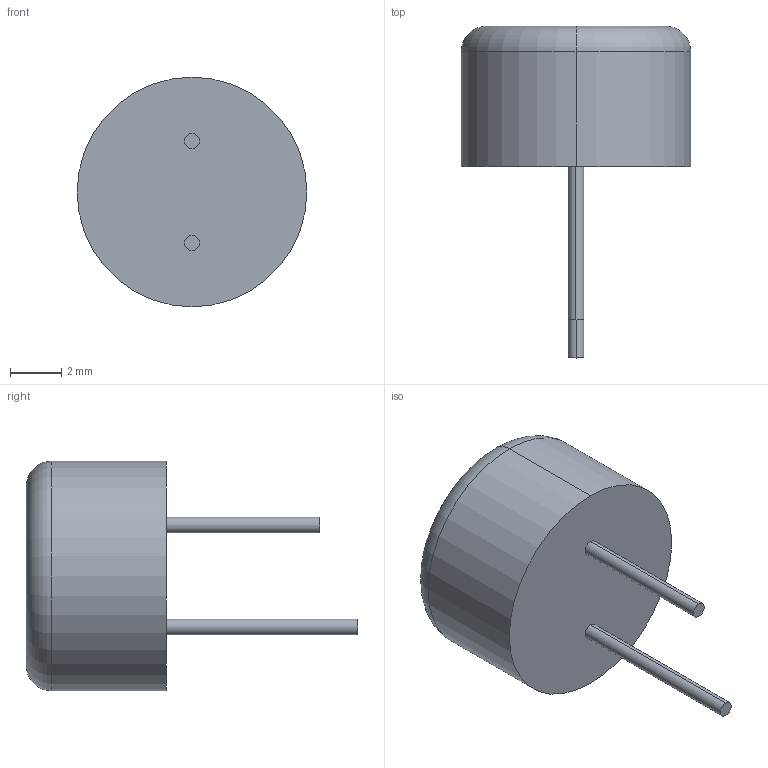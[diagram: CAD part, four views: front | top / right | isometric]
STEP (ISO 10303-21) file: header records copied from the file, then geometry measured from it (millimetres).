
FILE_DESCRIPTION (( 'STEP AP214' ), '1' );
FILE_NAME ('Buzzer- Mallory PB-09N23P-03Q.STEP', '2018-05-15T19:46:47', ( 'Jim Doerr' ), ( '' ), 'SwSTEP 2.0', 'SolidWorks 2017', '' );
FILE_SCHEMA (( 'AUTOMOTIVE_DESIGN' ));
Length unit declared in the file: inch
Products named in the file (2): Buzzer- Mallory PB-09N23P-03Q
Bounding box: 9 x 13 x 9 mm (x, y, z)
Volume: 342.9 mm3; surface area: 310.6 mm2
Topology: 3 solids, 3 shells, 36 faces, 70 edges, 46 vertices
Faces by surface type: plane 20, cylinder 14, torus 2
Entity records: 1189 total; most frequent: DIRECTION 178, CARTESIAN_POINT 154, ORIENTED_EDGE 140, AXIS2_PLACEMENT_3D 70, EDGE_CURVE 70, VERTEX_POINT 46, EDGE_LOOP 42, VECTOR 38
